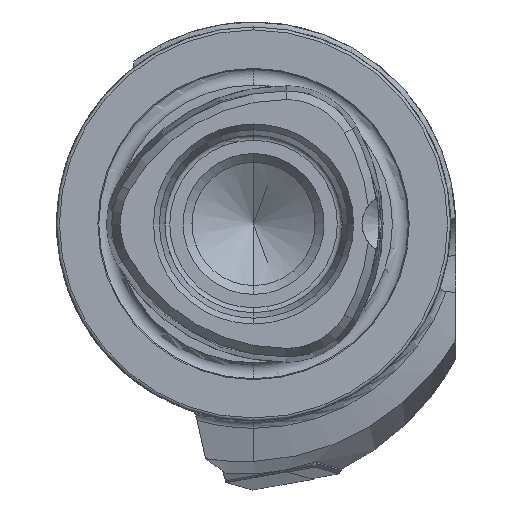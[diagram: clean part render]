
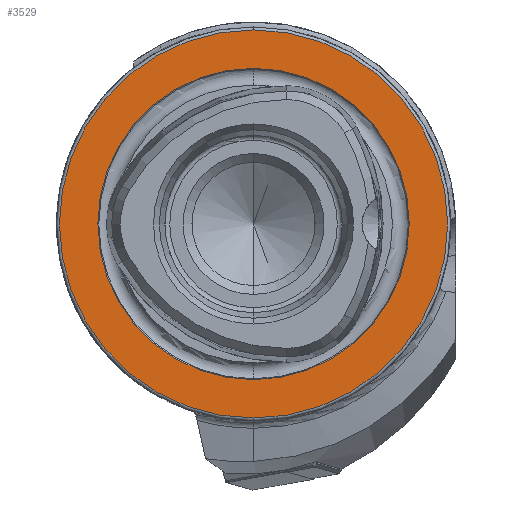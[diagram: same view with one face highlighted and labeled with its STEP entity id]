
A CAD part, left-side view. The second image highlights one B-rep face of the part: STEP entity #3529.
In plain terms, the highlighted planar face has unit normal (-1, 0, 0).
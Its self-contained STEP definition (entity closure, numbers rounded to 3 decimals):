
#75 = EDGE_CURVE ( 'NONE', #6589, #6541, #2164, .T. ) ;
#76 = EDGE_CURVE ( 'NONE', #7445, #6528, #2165, .T. ) ;
#827 = FACE_OUTER_BOUND ( 'NONE', #12229, .T. ) ;
#830 = FACE_BOUND ( 'NONE', #12244, .T. ) ;
#2164 = CIRCLE ( 'NONE', #11954, 19.7 ) ;
#2165 = CIRCLE ( 'NONE', #11955, 15.8 ) ;
#3529 = ADVANCED_FACE ( 'NONE', ( #830, #827 ), #6978, .F. ) ;
#4633 = ORIENTED_EDGE ( 'NONE', *, *, #75, .T. ) ;
#4634 = ORIENTED_EDGE ( 'NONE', *, *, #6451, .T. ) ;
#4635 = ORIENTED_EDGE ( 'NONE', *, *, #6447, .F. ) ;
#4636 = ORIENTED_EDGE ( 'NONE', *, *, #76, .F. ) ;
#5753 = CARTESIAN_POINT ( 'NONE',  ( 0., 0., 0. ) ) ;
#5754 = DIRECTION ( 'NONE',  ( -1., 0., 0. ) ) ;
#5755 = DIRECTION ( 'NONE',  ( 0., 0., 1. ) ) ;
#5763 = CARTESIAN_POINT ( 'NONE',  ( 0., 0., 0. ) ) ;
#5764 = DIRECTION ( 'NONE',  ( -1., 0., 0. ) ) ;
#5765 = DIRECTION ( 'NONE',  ( 0., 0., 1. ) ) ;
#5808 = CARTESIAN_POINT ( 'NONE',  ( 0., 0., -15.8 ) ) ;
#5821 = CARTESIAN_POINT ( 'NONE',  ( 0., 0., 19.7 ) ) ;
#5869 = CARTESIAN_POINT ( 'NONE',  ( 0., 0., -19.7 ) ) ;
#6447 = EDGE_CURVE ( 'NONE', #6528, #7445, #8917, .T. ) ;
#6451 = EDGE_CURVE ( 'NONE', #6541, #6589, #8903, .T. ) ;
#6528 = VERTEX_POINT ( 'NONE', #5808 ) ;
#6541 = VERTEX_POINT ( 'NONE', #5821 ) ;
#6589 = VERTEX_POINT ( 'NONE', #5869 ) ;
#6975 = CARTESIAN_POINT ( 'NONE',  ( 0., 15.8, 0. ) ) ;
#6978 = PLANE ( 'NONE',  #11219 ) ;
#6980 = DIRECTION ( 'NONE',  ( 1., 0., 0. ) ) ;
#6981 = DIRECTION ( 'NONE',  ( 0., 0., -1. ) ) ;
#7445 = VERTEX_POINT ( 'NONE', #9757 ) ;
#8903 = CIRCLE ( 'NONE', #10713, 19.7 ) ;
#8917 = CIRCLE ( 'NONE', #10710, 15.8 ) ;
#9757 = CARTESIAN_POINT ( 'NONE',  ( 0., 0., 15.8 ) ) ;
#10044 = DIRECTION ( 'NONE',  ( 0., 0., 1. ) ) ;
#10045 = DIRECTION ( 'NONE',  ( -1., 0., 0. ) ) ;
#10046 = CARTESIAN_POINT ( 'NONE',  ( 0., 0., 0. ) ) ;
#10047 = DIRECTION ( 'NONE',  ( 0., 0., 1. ) ) ;
#10048 = DIRECTION ( 'NONE',  ( -1., 0., 0. ) ) ;
#10049 = CARTESIAN_POINT ( 'NONE',  ( 0., 0., 0. ) ) ;
#10710 = AXIS2_PLACEMENT_3D ( 'NONE', #5753, #5754, #5755 ) ;
#10713 = AXIS2_PLACEMENT_3D ( 'NONE', #5763, #5764, #5765 ) ;
#11219 = AXIS2_PLACEMENT_3D ( 'NONE', #6975, #6980, #6981 ) ;
#11954 = AXIS2_PLACEMENT_3D ( 'NONE', #10049, #10048, #10047 ) ;
#11955 = AXIS2_PLACEMENT_3D ( 'NONE', #10046, #10045, #10044 ) ;
#12229 = EDGE_LOOP ( 'NONE', ( #4634, #4633 ) ) ;
#12244 = EDGE_LOOP ( 'NONE', ( #4636, #4635 ) ) ;
